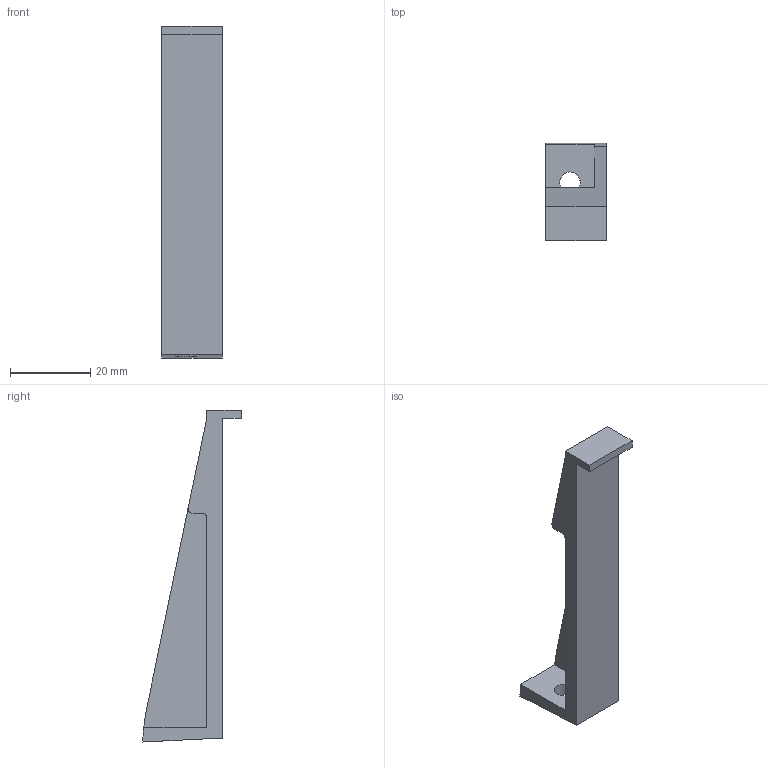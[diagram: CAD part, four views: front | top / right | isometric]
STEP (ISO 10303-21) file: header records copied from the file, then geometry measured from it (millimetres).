
FILE_DESCRIPTION(/* description */ (''),/* implementation_level */ '2;1');
FILE_NAME(/* name */ 'projector_clamps.step',/* time_stamp */ '2021-08-14T02:16:53-07:00',/* author */ (''),/* organization */ (''),/* preprocessor_version */ 'ST-DEVELOPER v18.1',/* originating_system */ 'Autodesk Translation Framework v10.9.0.1377',/* authorisation */ '');
FILE_SCHEMA (('AUTOMOTIVE_DESIGN { 1 0 10303 214 3 1 1 }'));
Length unit declared in the file: millimetre
Products named in the file (1): projector clamps
Bounding box: 15 x 24.64 x 83 mm (x, y, z)
Volume: 8311.1 mm3; surface area: 5235.5 mm2
Topology: 1 solids, 1 shells, 17 faces, 45 edges, 30 vertices
Faces by surface type: plane 13, cylinder 4
Full cylindrical faces by diameter (mm): 5.1 x1
Entity records: 554 total; most frequent: CARTESIAN_POINT 93, ORIENTED_EDGE 90, DIRECTION 90, EDGE_CURVE 45, LINE 36, VECTOR 36, VERTEX_POINT 30, AXIS2_PLACEMENT_3D 27
